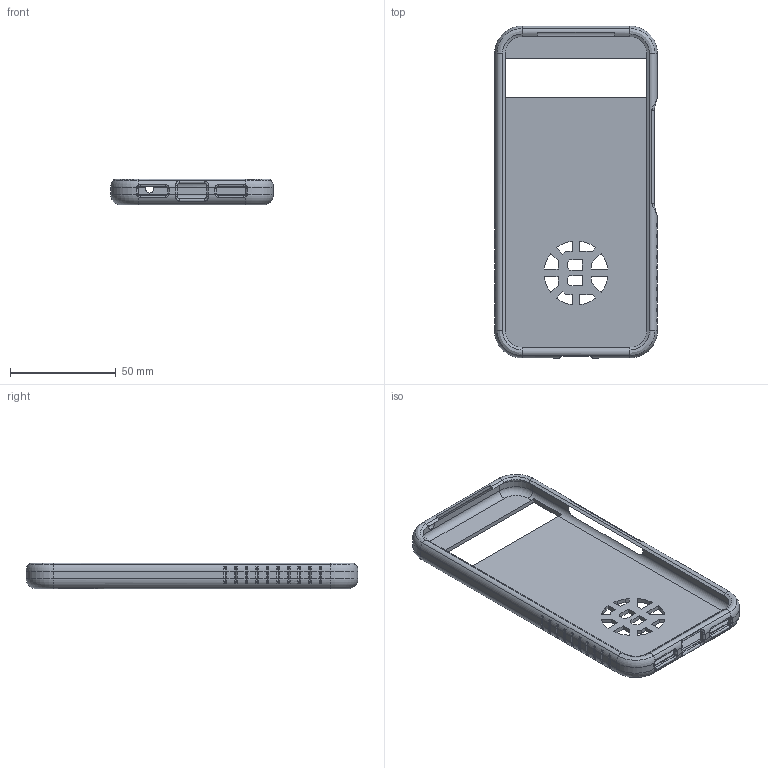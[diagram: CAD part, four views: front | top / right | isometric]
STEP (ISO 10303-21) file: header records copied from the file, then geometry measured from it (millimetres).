
FILE_DESCRIPTION(('Open CASCADE Model'),'2;1');
FILE_NAME('Open CASCADE Shape Model','2025-05-16T13:45:33',('Author'),( 'Open CASCADE'),'Open CASCADE STEP processor 7.8','build123d', 'Unknown');
FILE_SCHEMA(('AUTOMOTIVE_DESIGN { 1 0 10303 214 1 1 1 1 }'));
Length unit declared in the file: millimetre
Products named in the file (1): COMPOUND
Bounding box: 77 x 157 x 12.29 mm (x, y, z)
Volume: 27410.5 mm3; surface area: 30040.6 mm2
Topology: 1 solids, 1 shells, 428 faces, 1124 edges, 686 vertices
Faces by surface type: plane 166, torus 108, cylinder 97, bspline 31, extrusion 18, cone 8
Full cylindrical faces by diameter (mm): 4 x1
Entity records: 41240 total; most frequent: CARTESIAN_POINT 20293, DIRECTION 3536, ORIENTED_EDGE 2248, PCURVE 2248, DEFINITIONAL_REPRESENTATION 2248, VECTOR 1936, LINE 1918, EDGE_CURVE 1124
